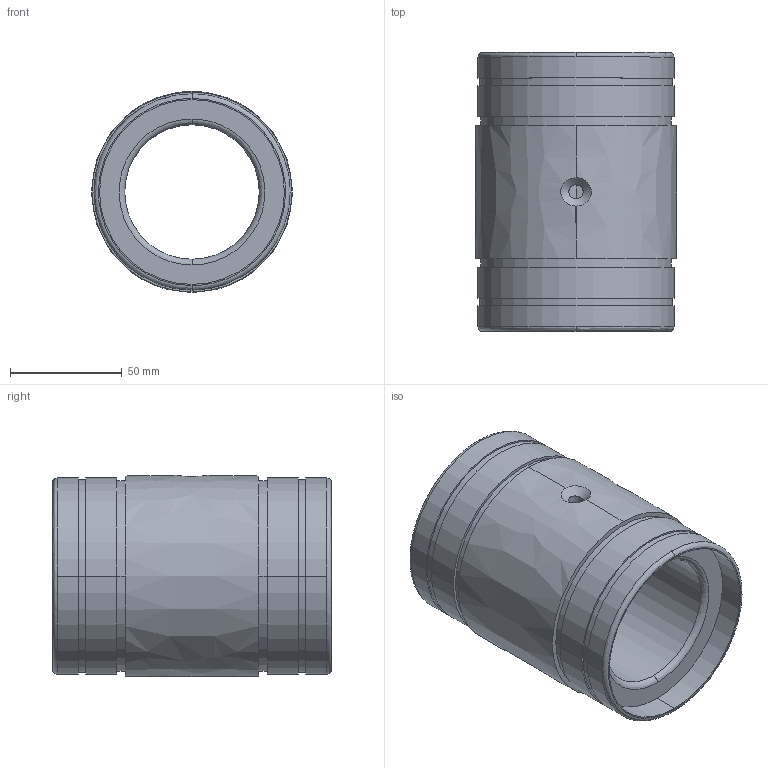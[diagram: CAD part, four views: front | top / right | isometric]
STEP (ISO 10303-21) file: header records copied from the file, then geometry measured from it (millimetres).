
FILE_DESCRIPTION (( 'STEP AP214' ), '1' );
FILE_NAME ('L60SA.STEP', '2020-11-18T15:01:48', ( '' ), ( '' ), 'SwSTEP 2.0', 'SolidWorks 2013', '' );
FILE_SCHEMA (( 'AUTOMOTIVE_DESIGN' ));
Length unit declared in the file: inch
Products named in the file (1): L60SA
Bounding box: 89.87 x 124.68 x 89.89 mm (x, y, z)
Volume: 353296.1 mm3; surface area: 68494.3 mm2
Topology: 1 solids, 1 shells, 56 faces, 134 edges, 88 vertices
Faces by surface type: cylinder 28, bspline 16, plane 12
Entity records: 2632 total; most frequent: CARTESIAN_POINT 1306, DIRECTION 277, ORIENTED_EDGE 268, EDGE_CURVE 134, AXIS2_PLACEMENT_3D 124, VERTEX_POINT 88, CIRCLE 83, EDGE_LOOP 68
